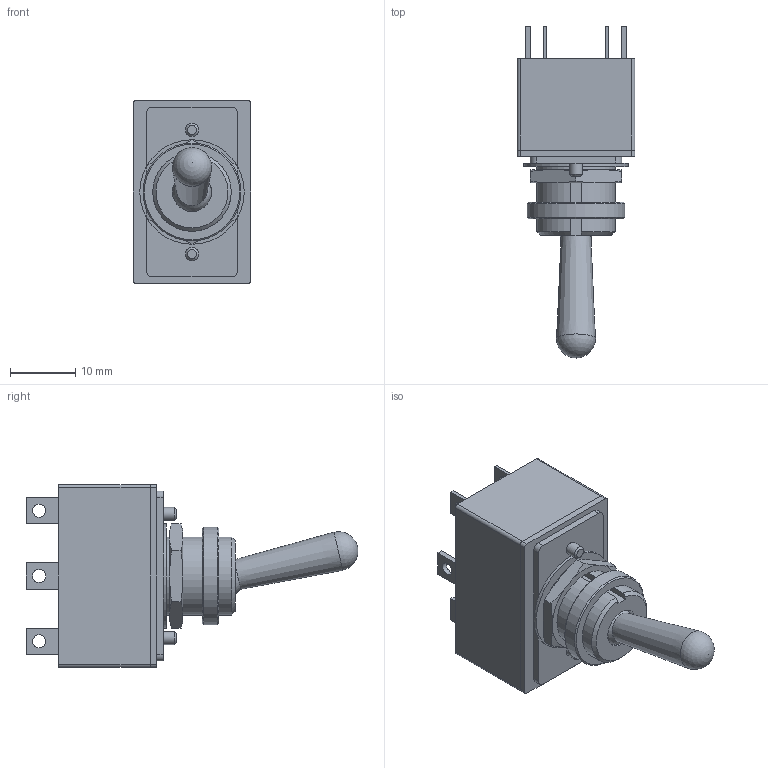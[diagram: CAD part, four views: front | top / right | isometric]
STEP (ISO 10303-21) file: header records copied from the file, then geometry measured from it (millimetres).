
FILE_DESCRIPTION(('FreeCAD Model'),'2;1');
FILE_NAME('S-116.step','2018-06-04T14:29:23',( 'Author'),(''),'Open CASCADE STEP processor 6.8','FreeCAD','Unknown' );
FILE_SCHEMA(('AUTOMOTIVE_DESIGN_CC2 { 1 2 10303 214 -1 1 5 4 }'));
Length unit declared in the file: millimetre
Products named in the file (13): NUT002; Pin004; Pin005; 004; Pin006; 002; 001; Pin002; Pin001; Pin003; 003; 010; NUT001
Bounding box: 18 x 50.82 x 28 mm (x, y, z)
Volume: 9587.5 mm3; surface area: 6588.4 mm2
Topology: 13 solids, 13 shells, 132 faces, 297 edges, 195 vertices
Faces by surface type: plane 83, cylinder 29, cone 18, sphere 2
Full cylindrical faces by diameter (mm): 2 x8, 4 x2, 6 x1, 12 x2, 13 x1, 15 x1, 16 x1
Entity records: 8344 total; most frequent: CARTESIAN_POINT 1937, DIRECTION 1181, LINE 607, VECTOR 607, ORIENTED_EDGE 590, PCURVE 590, DEFINITIONAL_REPRESENTATION 590, EDGE_CURVE 295
